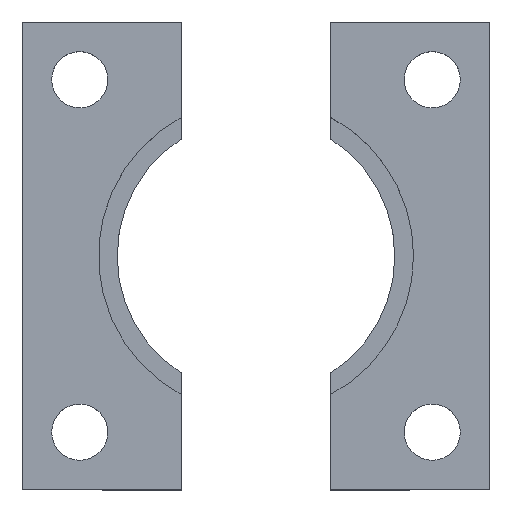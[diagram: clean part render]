
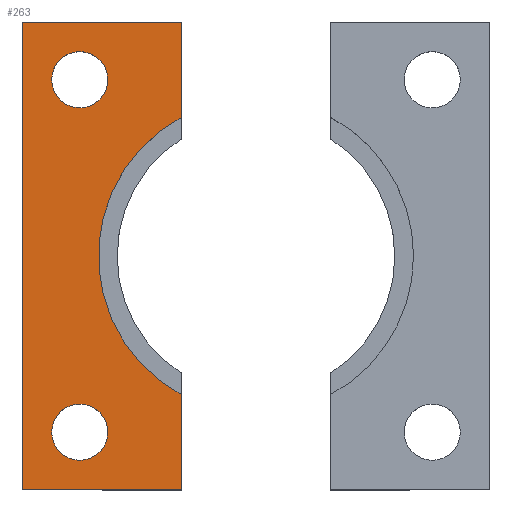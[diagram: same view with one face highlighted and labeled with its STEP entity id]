
A CAD part, top view. The second image highlights one B-rep face of the part: STEP entity #263.
In plain terms, the highlighted planar face has unit normal (0, 0, 1).
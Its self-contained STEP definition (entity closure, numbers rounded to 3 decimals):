
#3 = CIRCLE ( 'NONE', #397, 4.5 ) ;
#5 = CARTESIAN_POINT ( 'NONE',  ( -12., 18.737, 12. ) ) ;
#13 = CIRCLE ( 'NONE', #510, 4.5 ) ;
#16 = DIRECTION ( 'NONE',  ( 1., 0., 0. ) ) ;
#17 = ORIENTED_EDGE ( 'NONE', *, *, #682, .F. ) ;
#30 = PLANE ( 'NONE',  #559 ) ;
#36 = DIRECTION ( 'NONE',  ( -1., 0., 0. ) ) ;
#40 = CARTESIAN_POINT ( 'NONE',  ( -23.75, 28.25, 12. ) ) ;
#56 = LINE ( 'NONE', #919, #458 ) ;
#101 = FACE_BOUND ( 'NONE', #830, .T. ) ;
#114 = AXIS2_PLACEMENT_3D ( 'NONE', #305, #855, #391 ) ;
#174 = CARTESIAN_POINT ( 'NONE',  ( -28.25, -28.25, 12. ) ) ;
#192 = DIRECTION ( 'NONE',  ( 1., 0., 0. ) ) ;
#200 = CARTESIAN_POINT ( 'NONE',  ( -12., -37.5, 12. ) ) ;
#203 = DIRECTION ( 'NONE',  ( 0., 0., 1. ) ) ;
#228 = CARTESIAN_POINT ( 'NONE',  ( -12., -37.5, 12. ) ) ;
#238 = VERTEX_POINT ( 'NONE', #593 ) ;
#257 = AXIS2_PLACEMENT_3D ( 'NONE', #848, #203, #518 ) ;
#263 = ADVANCED_FACE ( 'NONE', ( #318, #916, #101 ), #30, .T. ) ;
#270 = DIRECTION ( 'NONE',  ( 1., 0., 0. ) ) ;
#274 = CARTESIAN_POINT ( 'NONE',  ( -12., -37.5, 12. ) ) ;
#292 = CARTESIAN_POINT ( 'NONE',  ( -37.5, 37.5, 12. ) ) ;
#305 = CARTESIAN_POINT ( 'NONE',  ( -28.25, 28.25, 12. ) ) ;
#318 = FACE_OUTER_BOUND ( 'NONE', #689, .T. ) ;
#338 = CIRCLE ( 'NONE', #530, 25.25 ) ;
#351 = ORIENTED_EDGE ( 'NONE', *, *, #722, .T. ) ;
#354 = DIRECTION ( 'NONE',  ( 0., 0., 1. ) ) ;
#362 = VECTOR ( 'NONE', #36, 1000. ) ;
#367 = CARTESIAN_POINT ( 'NONE',  ( -37.5, -37.5, 12. ) ) ;
#369 = ORIENTED_EDGE ( 'NONE', *, *, #782, .T. ) ;
#371 = LINE ( 'NONE', #274, #947 ) ;
#385 = CARTESIAN_POINT ( 'NONE',  ( -12., 37.5, 12. ) ) ;
#387 = CARTESIAN_POINT ( 'NONE',  ( -12., 37.5, 12. ) ) ;
#391 = DIRECTION ( 'NONE',  ( 1., 0., 0. ) ) ;
#397 = AXIS2_PLACEMENT_3D ( 'NONE', #592, #438, #16 ) ;
#409 = CARTESIAN_POINT ( 'NONE',  ( 0., 0., 12. ) ) ;
#417 = ORIENTED_EDGE ( 'NONE', *, *, #609, .F. ) ;
#419 = VECTOR ( 'NONE', #464, 1000. ) ;
#431 = CARTESIAN_POINT ( 'NONE',  ( 0., 0., 12. ) ) ;
#438 = DIRECTION ( 'NONE',  ( 0., 0., 1. ) ) ;
#458 = VECTOR ( 'NONE', #608, 1000. ) ;
#462 = ORIENTED_EDGE ( 'NONE', *, *, #995, .F. ) ;
#464 = DIRECTION ( 'NONE',  ( 1., 0., 0. ) ) ;
#483 = DIRECTION ( 'NONE',  ( 1., 0., 0. ) ) ;
#487 = DIRECTION ( 'NONE',  ( 0., 1., 0. ) ) ;
#494 = VECTOR ( 'NONE', #487, 1000. ) ;
#510 = AXIS2_PLACEMENT_3D ( 'NONE', #174, #744, #270 ) ;
#518 = DIRECTION ( 'NONE',  ( 1., 0., 0. ) ) ;
#519 = VERTEX_POINT ( 'NONE', #648 ) ;
#530 = AXIS2_PLACEMENT_3D ( 'NONE', #409, #955, #483 ) ;
#559 = AXIS2_PLACEMENT_3D ( 'NONE', #431, #354, #192 ) ;
#568 = EDGE_CURVE ( 'NONE', #1017, #519, #3, .T. ) ;
#581 = ORIENTED_EDGE ( 'NONE', *, *, #616, .T. ) ;
#591 = CIRCLE ( 'NONE', #257, 4.5 ) ;
#592 = CARTESIAN_POINT ( 'NONE',  ( -28.25, -28.25, 12. ) ) ;
#593 = CARTESIAN_POINT ( 'NONE',  ( -12., 22.216, 12. ) ) ;
#596 = DIRECTION ( 'NONE',  ( 0., 1., 0. ) ) ;
#608 = DIRECTION ( 'NONE',  ( 0., -1., 0. ) ) ;
#609 = EDGE_CURVE ( 'NONE', #865, #625, #591, .T. ) ;
#616 = EDGE_CURVE ( 'NONE', #975, #808, #1006, .T. ) ;
#625 = VERTEX_POINT ( 'NONE', #850 ) ;
#628 = LINE ( 'NONE', #228, #419 ) ;
#639 = EDGE_CURVE ( 'NONE', #238, #802, #338, .T. ) ;
#648 = CARTESIAN_POINT ( 'NONE',  ( -23.75, -28.25, 12. ) ) ;
#660 = EDGE_CURVE ( 'NONE', #238, #975, #909, .T. ) ;
#682 = EDGE_CURVE ( 'NONE', #519, #1017, #13, .T. ) ;
#685 = ORIENTED_EDGE ( 'NONE', *, *, #1016, .T. ) ;
#689 = EDGE_LOOP ( 'NONE', ( #793, #994, #581, #369, #685, #351 ) ) ;
#697 = CARTESIAN_POINT ( 'NONE',  ( -32.75, -28.25, 12. ) ) ;
#719 = VERTEX_POINT ( 'NONE', #200 ) ;
#722 = EDGE_CURVE ( 'NONE', #719, #802, #371, .T. ) ;
#736 = VERTEX_POINT ( 'NONE', #367 ) ;
#744 = DIRECTION ( 'NONE',  ( 0., 0., 1. ) ) ;
#782 = EDGE_CURVE ( 'NONE', #808, #736, #56, .T. ) ;
#793 = ORIENTED_EDGE ( 'NONE', *, *, #639, .F. ) ;
#802 = VERTEX_POINT ( 'NONE', #996 ) ;
#808 = VERTEX_POINT ( 'NONE', #292 ) ;
#826 = EDGE_LOOP ( 'NONE', ( #462, #417 ) ) ;
#830 = EDGE_LOOP ( 'NONE', ( #866, #17 ) ) ;
#848 = CARTESIAN_POINT ( 'NONE',  ( -28.25, 28.25, 12. ) ) ;
#850 = CARTESIAN_POINT ( 'NONE',  ( -32.75, 28.25, 12. ) ) ;
#855 = DIRECTION ( 'NONE',  ( 0., 0., 1. ) ) ;
#865 = VERTEX_POINT ( 'NONE', #40 ) ;
#866 = ORIENTED_EDGE ( 'NONE', *, *, #568, .F. ) ;
#909 = LINE ( 'NONE', #5, #494 ) ;
#916 = FACE_BOUND ( 'NONE', #826, .T. ) ;
#919 = CARTESIAN_POINT ( 'NONE',  ( -37.5, -37.5, 12. ) ) ;
#933 = CIRCLE ( 'NONE', #114, 4.5 ) ;
#947 = VECTOR ( 'NONE', #596, 1000. ) ;
#955 = DIRECTION ( 'NONE',  ( 0., 0., 1. ) ) ;
#975 = VERTEX_POINT ( 'NONE', #387 ) ;
#994 = ORIENTED_EDGE ( 'NONE', *, *, #660, .T. ) ;
#995 = EDGE_CURVE ( 'NONE', #625, #865, #933, .T. ) ;
#996 = CARTESIAN_POINT ( 'NONE',  ( -12., -22.216, 12. ) ) ;
#1006 = LINE ( 'NONE', #385, #362 ) ;
#1016 = EDGE_CURVE ( 'NONE', #736, #719, #628, .T. ) ;
#1017 = VERTEX_POINT ( 'NONE', #697 ) ;
